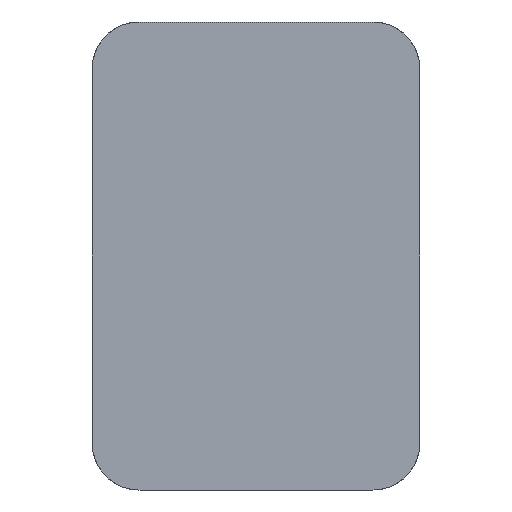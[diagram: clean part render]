
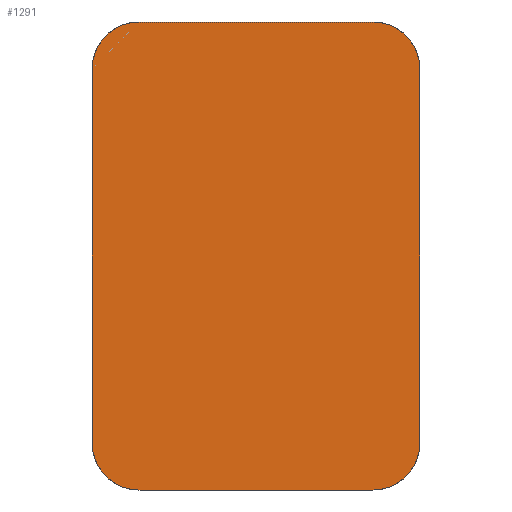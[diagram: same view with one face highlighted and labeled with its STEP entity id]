
A CAD part, front view. The second image highlights one B-rep face of the part: STEP entity #1291.
In plain terms, the highlighted planar face has unit normal (0, -1, 0).
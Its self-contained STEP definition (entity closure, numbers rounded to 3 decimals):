
#1139=CARTESIAN_POINT('Vertex',(6.35,-9.525,-2.54)) ;
#1142=CARTESIAN_POINT('Line Origine',(0.,-9.525,-2.54)) ;
#1146=CARTESIAN_POINT('Vertex',(-6.35,-9.525,-2.54)) ;
#1170=CARTESIAN_POINT('Vertex',(8.89,-9.525,0.)) ;
#1173=CARTESIAN_POINT('Axis2P3D Location',(6.35,-9.525,0.)) ;
#1190=CARTESIAN_POINT('Axis2P3D Location',(-6.35,-9.525,0.)) ;
#1194=CARTESIAN_POINT('Vertex',(-8.89,-9.525,0.)) ;
#1218=CARTESIAN_POINT('Vertex',(8.89,-9.525,20.32)) ;
#1221=CARTESIAN_POINT('Line Origine',(8.89,-9.525,10.16)) ;
#1242=CARTESIAN_POINT('Vertex',(6.35,-9.525,22.86)) ;
#1245=CARTESIAN_POINT('Axis2P3D Location',(6.35,-9.525,20.32)) ;
#1257=CARTESIAN_POINT('Axis2P3D Location',(8.89,-9.525,0.)) ;
#1262=CARTESIAN_POINT('Line Origine',(0.,-9.525,22.86)) ;
#1266=CARTESIAN_POINT('Vertex',(-6.35,-9.525,22.86)) ;
#1269=CARTESIAN_POINT('Axis2P3D Location',(-6.35,-9.525,20.32)) ;
#1273=CARTESIAN_POINT('Vertex',(-8.89,-9.525,20.32)) ;
#1276=CARTESIAN_POINT('Line Origine',(-8.89,-9.525,10.16)) ;
#1144=VECTOR('Line Direction',#1143,1.) ;
#1223=VECTOR('Line Direction',#1222,1.) ;
#1264=VECTOR('Line Direction',#1263,1.) ;
#1278=VECTOR('Line Direction',#1277,1.) ;
#1143=DIRECTION('Vector Direction',(-1.,0.,0.)) ;
#1174=DIRECTION('Axis2P3D Direction',(0.,-1.,0.)) ;
#1191=DIRECTION('Axis2P3D Direction',(0.,1.,0.)) ;
#1222=DIRECTION('Vector Direction',(0.,0.,1.)) ;
#1246=DIRECTION('Axis2P3D Direction',(0.,-1.,0.)) ;
#1258=DIRECTION('Axis2P3D Direction',(0.,1.,-0.)) ;
#1259=DIRECTION('Axis2P3D XDirection',(-1.,0.,0.)) ;
#1263=DIRECTION('Vector Direction',(-1.,0.,0.)) ;
#1270=DIRECTION('Axis2P3D Direction',(0.,1.,-0.)) ;
#1277=DIRECTION('Vector Direction',(0.,0.,1.)) ;
#1175=AXIS2_PLACEMENT_3D('Circle Axis2P3D',#1173,#1174,$) ;
#1192=AXIS2_PLACEMENT_3D('Circle Axis2P3D',#1190,#1191,$) ;
#1247=AXIS2_PLACEMENT_3D('Circle Axis2P3D',#1245,#1246,$) ;
#1260=AXIS2_PLACEMENT_3D('Plane Axis2P3D',#1257,#1258,#1259) ;
#1271=AXIS2_PLACEMENT_3D('Circle Axis2P3D',#1269,#1270,$) ;
#1145=LINE('Line',#1142,#1144) ;
#1224=LINE('Line',#1221,#1223) ;
#1265=LINE('Line',#1262,#1264) ;
#1279=LINE('Line',#1276,#1278) ;
#1176=CIRCLE('generated circle',#1175,2.54) ;
#1193=CIRCLE('generated circle',#1192,2.54) ;
#1248=CIRCLE('generated circle',#1247,2.54) ;
#1272=CIRCLE('generated circle',#1271,2.54) ;
#1261=PLANE('',#1260) ;
#1148=EDGE_CURVE('',#1147,#1140,#1145,.F.) ;
#1177=EDGE_CURVE('',#1171,#1140,#1176,.F.) ;
#1196=EDGE_CURVE('',#1147,#1195,#1193,.T.) ;
#1225=EDGE_CURVE('',#1171,#1219,#1224,.T.) ;
#1249=EDGE_CURVE('',#1243,#1219,#1248,.F.) ;
#1268=EDGE_CURVE('',#1267,#1243,#1265,.F.) ;
#1275=EDGE_CURVE('',#1274,#1267,#1272,.T.) ;
#1280=EDGE_CURVE('',#1195,#1274,#1279,.T.) ;
#1282=ORIENTED_EDGE('',*,*,#1177,.F.) ;
#1283=ORIENTED_EDGE('',*,*,#1225,.T.) ;
#1284=ORIENTED_EDGE('',*,*,#1249,.F.) ;
#1285=ORIENTED_EDGE('',*,*,#1268,.F.) ;
#1286=ORIENTED_EDGE('',*,*,#1275,.F.) ;
#1287=ORIENTED_EDGE('',*,*,#1280,.F.) ;
#1288=ORIENTED_EDGE('',*,*,#1196,.F.) ;
#1289=ORIENTED_EDGE('',*,*,#1148,.T.) ;
#1281=EDGE_LOOP('',(#1282,#1283,#1284,#1285,#1286,#1287,#1288,#1289)) ;
#1140=VERTEX_POINT('',#1139) ;
#1147=VERTEX_POINT('',#1146) ;
#1171=VERTEX_POINT('',#1170) ;
#1195=VERTEX_POINT('',#1194) ;
#1219=VERTEX_POINT('',#1218) ;
#1243=VERTEX_POINT('',#1242) ;
#1267=VERTEX_POINT('',#1266) ;
#1274=VERTEX_POINT('',#1273) ;
#1291=ADVANCED_FACE('PartBody',(#1290),#1261,.F.) ;
#1290=FACE_OUTER_BOUND('',#1281,.T.) ;
